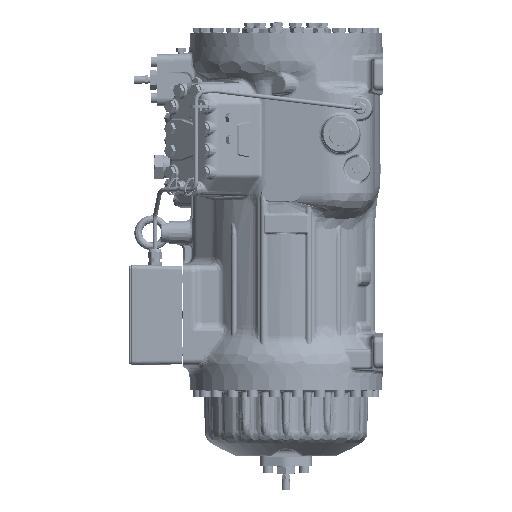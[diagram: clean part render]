
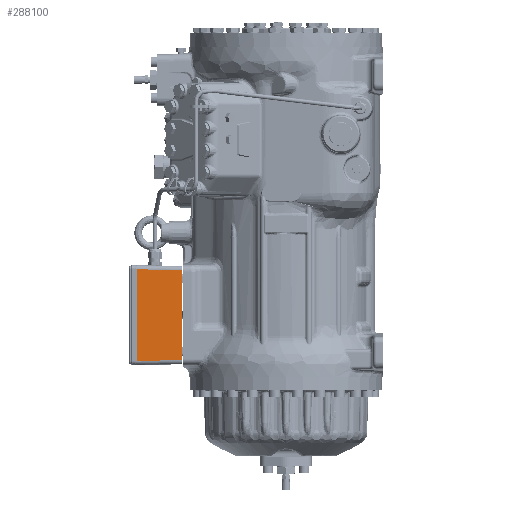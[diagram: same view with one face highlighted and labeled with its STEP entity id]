
A CAD part, left-side view. The second image highlights one B-rep face of the part: STEP entity #288100.
In plain terms, the highlighted planar face has unit normal (-1, -0.018, 0).
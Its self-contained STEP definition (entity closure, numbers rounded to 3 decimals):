
#2903 = DIRECTION ( 'NONE',  ( 0., 0., -1. ) ) ;
#34994 = VECTOR ( 'NONE', #355035, 1000. ) ;
#37487 = LINE ( 'NONE', #65764, #316821 ) ;
#45838 = EDGE_LOOP ( 'NONE', ( #116374, #210613, #303752, #379068 ) ) ;
#65174 = CARTESIAN_POINT ( 'NONE',  ( -135.481, 231.5, -460.482 ) ) ;
#65764 = CARTESIAN_POINT ( 'NONE',  ( -134.259, 161.483, -466.998 ) ) ;
#67514 = VERTEX_POINT ( 'NONE', #412038 ) ;
#71357 = VECTOR ( 'NONE', #235614, 1000. ) ;
#78146 = CARTESIAN_POINT ( 'NONE',  ( -134.259, 161.483, -459.26 ) ) ;
#99978 = LINE ( 'NONE', #160688, #315960 ) ;
#109493 = AXIS2_PLACEMENT_3D ( 'NONE', #151755, #214649, #281709 ) ;
#116374 = ORIENTED_EDGE ( 'NONE', *, *, #403901, .F. ) ;
#127076 = EDGE_CURVE ( 'NONE', #67514, #392978, #37487, .T. ) ;
#142348 = LINE ( 'NONE', #172709, #71357 ) ;
#151755 = CARTESIAN_POINT ( 'NONE',  ( -135.498, 232.5, -466.998 ) ) ;
#160688 = CARTESIAN_POINT ( 'NONE',  ( -135.481, 231.5, -466.998 ) ) ;
#172709 = CARTESIAN_POINT ( 'NONE',  ( -135.5, 232.613, -460.501 ) ) ;
#193237 = VERTEX_POINT ( 'NONE', #65174 ) ;
#210613 = ORIENTED_EDGE ( 'NONE', *, *, #127076, .F. ) ;
#214649 = DIRECTION ( 'NONE',  ( -1., -0.017, 0. ) ) ;
#216788 = PLANE ( 'NONE',  #109493 ) ;
#235614 = DIRECTION ( 'NONE',  ( -0.017, 1., -0.017 ) ) ;
#246643 = EDGE_CURVE ( 'NONE', #67514, #309572, #264007, .T. ) ;
#252447 = CARTESIAN_POINT ( 'NONE',  ( -135.481, 231.5, -318.515 ) ) ;
#264007 = LINE ( 'NONE', #395986, #34994 ) ;
#281709 = DIRECTION ( 'NONE',  ( 0.017, -1., 0. ) ) ;
#285342 = EDGE_CURVE ( 'NONE', #309572, #193237, #99978, .T. ) ;
#288100 = ADVANCED_FACE ( 'NONE', ( #342355 ), #216788, .T. ) ;
#303752 = ORIENTED_EDGE ( 'NONE', *, *, #246643, .T. ) ;
#309572 = VERTEX_POINT ( 'NONE', #252447 ) ;
#315960 = VECTOR ( 'NONE', #364122, 1000. ) ;
#316821 = VECTOR ( 'NONE', #2903, 1000. ) ;
#342355 = FACE_OUTER_BOUND ( 'NONE', #45838, .T. ) ;
#355035 = DIRECTION ( 'NONE',  ( -0.017, 1., 0.017 ) ) ;
#364122 = DIRECTION ( 'NONE',  ( 0., 0., -1. ) ) ;
#379068 = ORIENTED_EDGE ( 'NONE', *, *, #285342, .T. ) ;
#392978 = VERTEX_POINT ( 'NONE', #78146 ) ;
#395986 = CARTESIAN_POINT ( 'NONE',  ( -134.259, 161.483, -319.737 ) ) ;
#403901 = EDGE_CURVE ( 'NONE', #392978, #193237, #142348, .T. ) ;
#412038 = CARTESIAN_POINT ( 'NONE',  ( -134.259, 161.483, -319.737 ) ) ;
